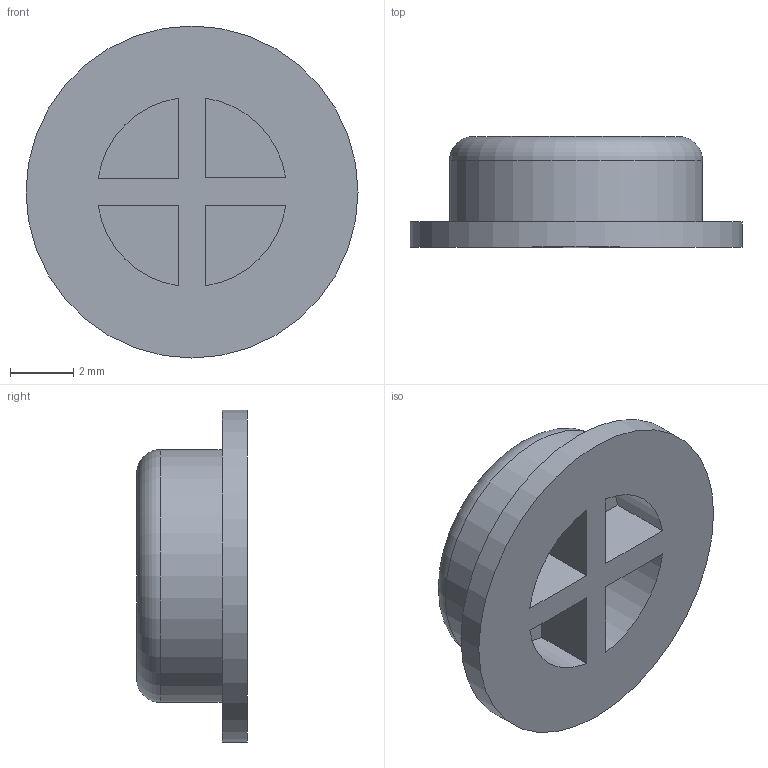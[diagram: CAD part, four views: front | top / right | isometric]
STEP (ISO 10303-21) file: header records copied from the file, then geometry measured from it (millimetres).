
FILE_DESCRIPTION(/* description */ (''),/* implementation_level */ '2;1');
FILE_NAME(/* name */ 'action-button.stp',/* time_stamp */ '2019-09-24T10:58:19+01:00',/* author */ ('jon'),/* organization */ (''),/* preprocessor_version */ 'ST-DEVELOPER v17',/* originating_system */ 'Autodesk Inventor 2019',/* authorisation */ '');
FILE_SCHEMA (('AUTOMOTIVE_DESIGN { 1 0 10303 214 3 1 1 }'));
Length unit declared in the file: millimetre
Products named in the file (1): action-button
Bounding box: 10.5 x 3.5 x 10.5 mm (x, y, z)
Volume: 164.8 mm3; surface area: 330.4 mm2
Topology: 1 solids, 1 shells, 22 faces, 46 edges, 31 vertices
Faces by surface type: plane 15, cylinder 6, torus 1
Full cylindrical faces by diameter (mm): 8 x1, 10.5 x1
Entity records: 633 total; most frequent: DIRECTION 108, CARTESIAN_POINT 100, ORIENTED_EDGE 92, EDGE_CURVE 46, AXIS2_PLACEMENT_3D 39, VERTEX_POINT 31, LINE 30, VECTOR 30
